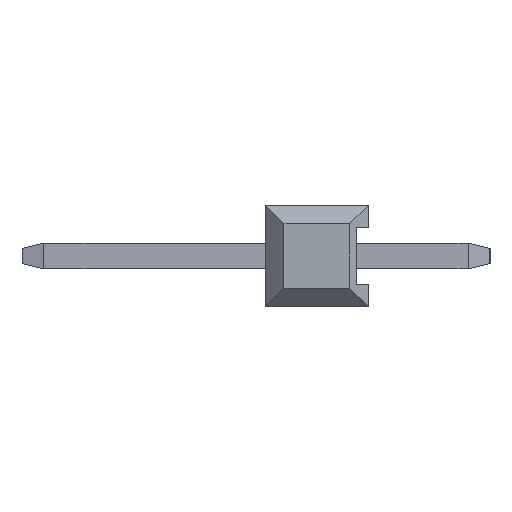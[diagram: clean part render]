
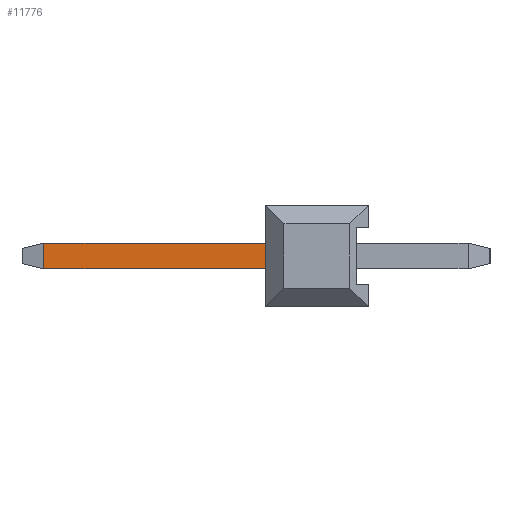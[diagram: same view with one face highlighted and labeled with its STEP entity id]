
A CAD part, left-side view. The second image highlights one B-rep face of the part: STEP entity #11776.
In plain terms, the highlighted planar face has unit normal (-1, 0, 0).
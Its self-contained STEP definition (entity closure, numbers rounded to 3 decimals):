
#874 = VECTOR ( 'NONE', #5630, 1000. ) ;
#876 = VECTOR ( 'NONE', #5636, 1000. ) ;
#877 = VECTOR ( 'NONE', #5639, 1000. ) ;
#2623 = VERTEX_POINT ( 'NONE', #13821 ) ;
#2624 = VERTEX_POINT ( 'NONE', #13822 ) ;
#2651 = VERTEX_POINT ( 'NONE', #13849 ) ;
#2653 = VERTEX_POINT ( 'NONE', #13851 ) ;
#3608 = EDGE_CURVE ( 'NONE', #2623, #2624, #5484, .T. ) ;
#3656 = EDGE_CURVE ( 'NONE', #2651, #2623, #5628, .T. ) ;
#3658 = EDGE_CURVE ( 'NONE', #2653, #2651, #5634, .T. ) ;
#3659 = EDGE_CURVE ( 'NONE', #2653, #2624, #5637, .T. ) ;
#5484 = LINE ( 'NONE', #5485, #9583 ) ;
#5485 = CARTESIAN_POINT ( 'NONE',  ( -0.32, 2.54, -0.32 ) ) ;
#5486 = DIRECTION ( 'NONE',  ( 0., 0., 1. ) ) ;
#5628 = LINE ( 'NONE', #5629, #874 ) ;
#5629 = CARTESIAN_POINT ( 'NONE',  ( -0.32, 8.54, -0.32 ) ) ;
#5630 = DIRECTION ( 'NONE',  ( 0., -1., 0. ) ) ;
#5634 = LINE ( 'NONE', #5635, #876 ) ;
#5635 = CARTESIAN_POINT ( 'NONE',  ( -0.32, 7.999, 0.32 ) ) ;
#5636 = DIRECTION ( 'NONE',  ( 0., 0., -1. ) ) ;
#5637 = LINE ( 'NONE', #5638, #877 ) ;
#5638 = CARTESIAN_POINT ( 'NONE',  ( -0.32, 8.54, 0.32 ) ) ;
#5639 = DIRECTION ( 'NONE',  ( 0., -1., 0. ) ) ;
#7095 = PLANE ( 'NONE',  #7672 ) ;
#7096 = CARTESIAN_POINT ( 'NONE',  ( -0.32, 8.54, 0.32 ) ) ;
#7097 = DIRECTION ( 'NONE',  ( -1., 0., 0. ) ) ;
#7098 = DIRECTION ( 'NONE',  ( 0., 0., 1. ) ) ;
#7666 = FACE_OUTER_BOUND ( 'NONE', #12220, .T. ) ;
#7672 = AXIS2_PLACEMENT_3D ( 'NONE', #7096, #7097, #7098 ) ;
#9583 = VECTOR ( 'NONE', #5486, 1000. ) ;
#11776 = ADVANCED_FACE ( 'NONE', ( #7666 ), #7095, .T. ) ;
#12220 = EDGE_LOOP ( 'NONE', ( #12538, #12540, #12539, #12541 ) ) ;
#12538 = ORIENTED_EDGE ( 'NONE', *, *, #3659, .F. ) ;
#12539 = ORIENTED_EDGE ( 'NONE', *, *, #3656, .T. ) ;
#12540 = ORIENTED_EDGE ( 'NONE', *, *, #3658, .T. ) ;
#12541 = ORIENTED_EDGE ( 'NONE', *, *, #3608, .T. ) ;
#13821 = CARTESIAN_POINT ( 'NONE',  ( -0.32, 2.54, -0.32 ) ) ;
#13822 = CARTESIAN_POINT ( 'NONE',  ( -0.32, 2.54, 0.32 ) ) ;
#13849 = CARTESIAN_POINT ( 'NONE',  ( -0.32, 7.999, -0.32 ) ) ;
#13851 = CARTESIAN_POINT ( 'NONE',  ( -0.32, 7.999, 0.32 ) ) ;
